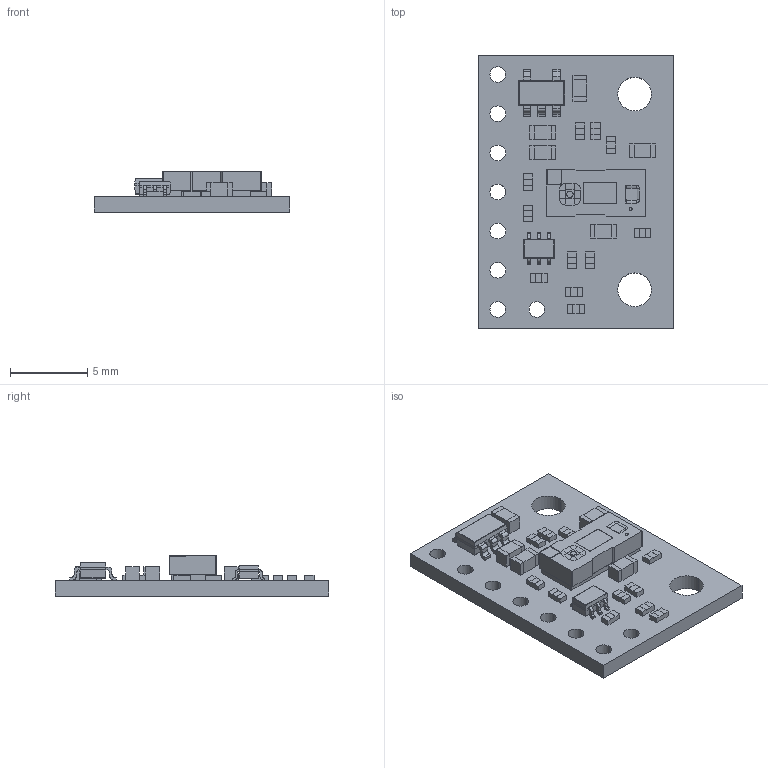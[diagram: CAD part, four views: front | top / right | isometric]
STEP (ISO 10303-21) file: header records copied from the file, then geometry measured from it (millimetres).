
FILE_DESCRIPTION (( 'STEP AP214' ), '1' );
FILE_NAME ('vl53l7cx-carrier-model.step', '2023-07-26T18:34:26', ( '' ), ( '' ), 'SwSTEP 2.0', 'SolidWorks 2023', '' );
FILE_SCHEMA (( 'AUTOMOTIVE_DESIGN' ));
Length unit declared in the file: millimetre
Products named in the file (1): vl53l7cx-carrier-model
Bounding box: 12.7 x 17.78 x 2.62 mm (x, y, z)
Volume: 262.5 mm3; surface area: 658.4 mm2
Topology: 1 solids, 1 shells, 924 faces, 2490 edges, 1628 vertices
Faces by surface type: plane 617, bspline 183, cylinder 116, torus 8
Entity records: 45660 total; most frequent: CARTESIAN_POINT 13349, ORIENTED_EDGE 4980, DIRECTION 3775, EDGE_CURVE 2490, LINE 1859, VECTOR 1859, VERTEX_POINT 1628, EDGE_LOOP 1054
